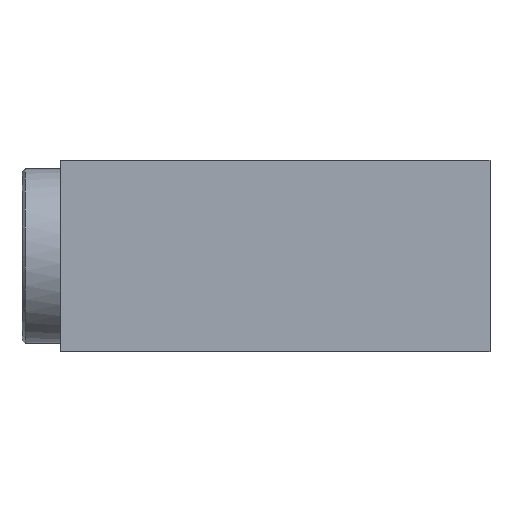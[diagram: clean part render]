
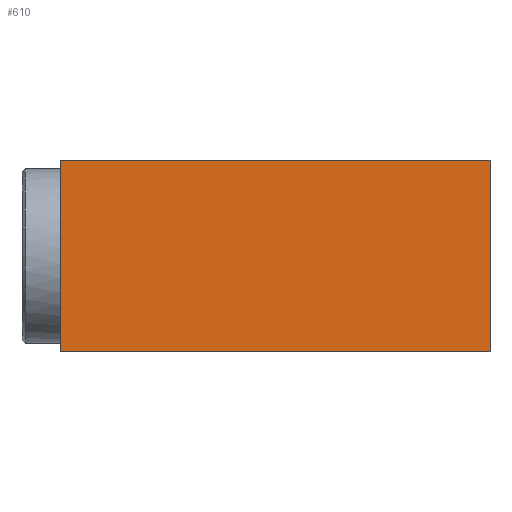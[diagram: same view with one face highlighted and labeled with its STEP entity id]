
A CAD part, top view. The second image highlights one B-rep face of the part: STEP entity #610.
In plain terms, the highlighted planar face has unit normal (0, 0, 1).
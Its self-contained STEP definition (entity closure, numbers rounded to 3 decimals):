
#126 = VERTEX_POINT('',#127);
#127 = CARTESIAN_POINT('',(0.,1.146,4.99));
#135 = VERTEX_POINT('',#136);
#136 = CARTESIAN_POINT('',(0.,-1.146,4.99));
#194 = VERTEX_POINT('',#195);
#195 = CARTESIAN_POINT('',(0.,-3.,4.99));
#201 = EDGE_CURVE('',#194,#135,#202,.T.);
#202 = LINE('',#203,#204);
#203 = CARTESIAN_POINT('',(0.,-3.,4.99));
#204 = VECTOR('',#205,1.);
#205 = DIRECTION('',(0.,1.,0.));
#241 = EDGE_CURVE('',#126,#242,#244,.T.);
#242 = VERTEX_POINT('',#243);
#243 = CARTESIAN_POINT('',(0.,3.,4.99));
#244 = LINE('',#245,#246);
#245 = CARTESIAN_POINT('',(0.,-3.,4.99));
#246 = VECTOR('',#247,1.);
#247 = DIRECTION('',(0.,1.,0.));
#263 = EDGE_CURVE('',#135,#126,#264,.T.);
#264 = LINE('',#265,#266);
#265 = CARTESIAN_POINT('',(0.,-3.,4.99));
#266 = VECTOR('',#267,1.);
#267 = DIRECTION('',(0.,1.,0.));
#610 = ADVANCED_FACE('',(#611),#638,.F.);
#611 = FACE_BOUND('',#612,.F.);
#612 = EDGE_LOOP('',(#613,#621,#629,#635,#636,#637));
#613 = ORIENTED_EDGE('',*,*,#614,.T.);
#614 = EDGE_CURVE('',#242,#615,#617,.T.);
#615 = VERTEX_POINT('',#616);
#616 = CARTESIAN_POINT('',(13.5,3.,4.99));
#617 = LINE('',#618,#619);
#618 = CARTESIAN_POINT('',(0.,3.,4.99));
#619 = VECTOR('',#620,1.);
#620 = DIRECTION('',(1.,0.,0.));
#621 = ORIENTED_EDGE('',*,*,#622,.T.);
#622 = EDGE_CURVE('',#615,#623,#625,.T.);
#623 = VERTEX_POINT('',#624);
#624 = CARTESIAN_POINT('',(13.5,-3.,4.99));
#625 = LINE('',#626,#627);
#626 = CARTESIAN_POINT('',(13.5,3.,4.99));
#627 = VECTOR('',#628,1.);
#628 = DIRECTION('',(0.,-1.,0.));
#629 = ORIENTED_EDGE('',*,*,#630,.T.);
#630 = EDGE_CURVE('',#623,#194,#631,.T.);
#631 = LINE('',#632,#633);
#632 = CARTESIAN_POINT('',(13.5,-3.,4.99));
#633 = VECTOR('',#634,1.);
#634 = DIRECTION('',(-1.,0.,0.));
#635 = ORIENTED_EDGE('',*,*,#201,.T.);
#636 = ORIENTED_EDGE('',*,*,#263,.T.);
#637 = ORIENTED_EDGE('',*,*,#241,.T.);
#638 = PLANE('',#639);
#639 = AXIS2_PLACEMENT_3D('',#640,#641,#642);
#640 = CARTESIAN_POINT('',(6.75,0.,4.99));
#641 = DIRECTION('',(-0.,-0.,-1.));
#642 = DIRECTION('',(-1.,0.,0.));
